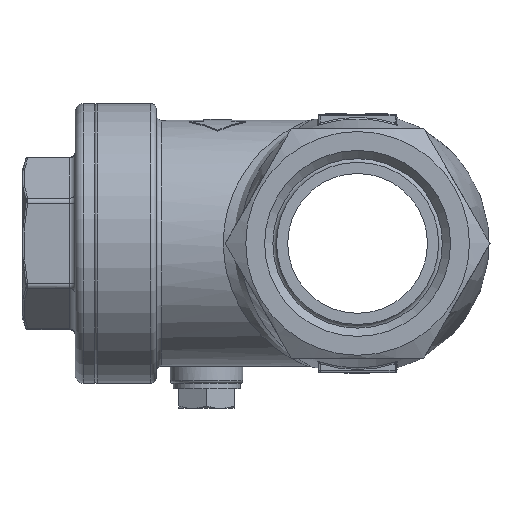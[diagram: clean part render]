
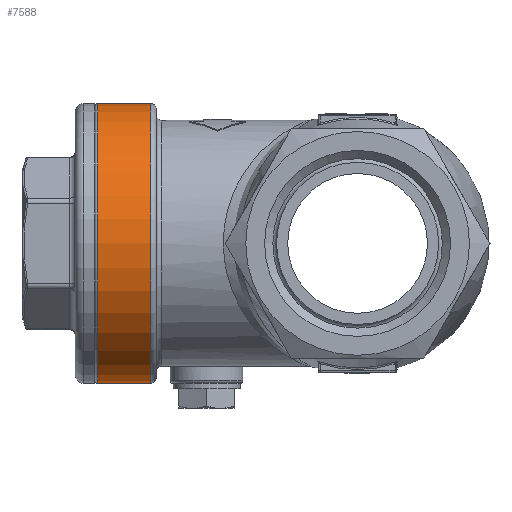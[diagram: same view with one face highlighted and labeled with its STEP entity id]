
A CAD part, left-side view. The second image highlights one B-rep face of the part: STEP entity #7588.
In plain terms, the highlighted cylindrical face has radius 25 mm (diameter 50 mm), a full revolution.
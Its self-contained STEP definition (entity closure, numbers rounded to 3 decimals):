
#1124 = EDGE_CURVE ( 'NONE', #24289, #24289, #13493, .T. ) ;
#1126 = EDGE_CURVE ( 'NONE', #24293, #24293, #13849, .T. ) ;
#7588 = ADVANCED_FACE ( 'NONE', ( #21938, #21923 ), #21939, .T. ) ;
#13390 = AXIS2_PLACEMENT_3D ( 'NONE', #21940, #21949, #21950 ) ;
#13493 = CIRCLE ( 'NONE', #13772, 25. ) ;
#13772 = AXIS2_PLACEMENT_3D ( 'NONE', #17886, #17887, #17888 ) ;
#13810 = AXIS2_PLACEMENT_3D ( 'NONE', #17894, #17895, #17896 ) ;
#13849 = CIRCLE ( 'NONE', #13810, 25. ) ;
#13933 = EDGE_LOOP ( 'NONE', ( #19544 ) ) ;
#14029 = EDGE_LOOP ( 'NONE', ( #19549 ) ) ;
#17886 = CARTESIAN_POINT ( 'NONE',  ( 0., 37., 0. ) ) ;
#17887 = DIRECTION ( 'NONE',  ( 0., 1., 0. ) ) ;
#17888 = DIRECTION ( 'NONE',  ( 0., 0., 1. ) ) ;
#17894 = CARTESIAN_POINT ( 'NONE',  ( 0., 46.5, 0. ) ) ;
#17895 = DIRECTION ( 'NONE',  ( 0., -1., 0. ) ) ;
#17896 = DIRECTION ( 'NONE',  ( 0., 0., 1. ) ) ;
#19544 = ORIENTED_EDGE ( 'NONE', *, *, #1124, .T. ) ;
#19549 = ORIENTED_EDGE ( 'NONE', *, *, #1126, .T. ) ;
#21923 = FACE_OUTER_BOUND ( 'NONE', #13933, .T. ) ;
#21938 = FACE_OUTER_BOUND ( 'NONE', #14029, .T. ) ;
#21939 = CYLINDRICAL_SURFACE ( 'NONE', #13390, 25. ) ;
#21940 = CARTESIAN_POINT ( 'NONE',  ( 0., 44., 0. ) ) ;
#21949 = DIRECTION ( 'NONE',  ( 0., -1., 0. ) ) ;
#21950 = DIRECTION ( 'NONE',  ( 0., 0., -1. ) ) ;
#24289 = VERTEX_POINT ( 'NONE', #24292 ) ;
#24292 = CARTESIAN_POINT ( 'NONE',  ( 0., 37., 25. ) ) ;
#24293 = VERTEX_POINT ( 'NONE', #24296 ) ;
#24296 = CARTESIAN_POINT ( 'NONE',  ( 0., 46.5, 25. ) ) ;
